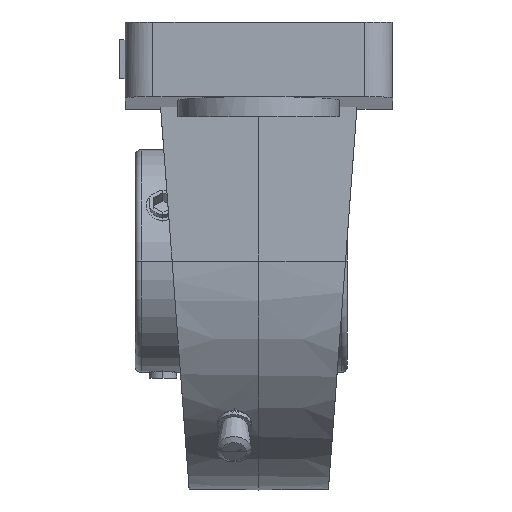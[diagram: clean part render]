
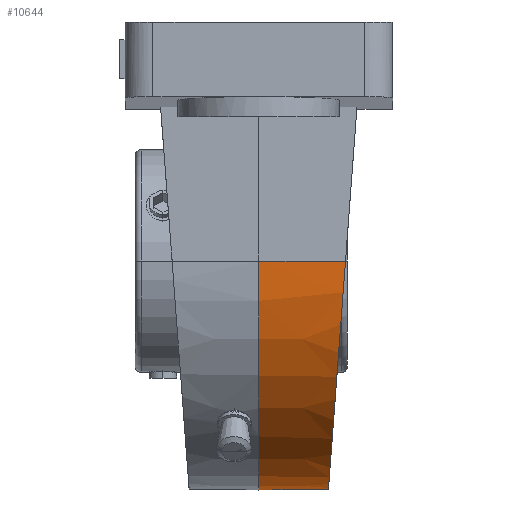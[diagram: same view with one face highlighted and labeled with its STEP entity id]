
A CAD part, left-side view. The second image highlights one B-rep face of the part: STEP entity #10644.
In plain terms, the highlighted conical face has half-angle 0.773 degrees and reference radius 40.995 mm.
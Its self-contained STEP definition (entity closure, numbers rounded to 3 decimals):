
#3716=CARTESIAN_POINT('',(-40.89,-15.562,
-0.9));
#3717=CARTESIAN_POINT('',(-40.895,-15.202,
-5.721));
#3718=CARTESIAN_POINT('',(-39.578,-14.617,
-13.532));
#3719=CARTESIAN_POINT('',(-34.497,-13.877,
-23.428));
#3720=CARTESIAN_POINT('',(-29.138,-13.381,
-30.049));
#3721=CARTESIAN_POINT('',(-22.521,-12.98,
-35.417));
#3722=CARTESIAN_POINT('',(-15.105,-12.695,
-39.231));
#3723=CARTESIAN_POINT('',(-8.699,-12.559,
-41.041));
#3724=CARTESIAN_POINT('',(-3.655,-12.508,
-41.724));
#3725=CARTESIAN_POINT('',(0.,-12.496,
-41.885));
#3726=CARTESIAN_POINT('',(3.655,-12.508,
-41.724));
#3727=CARTESIAN_POINT('',(8.699,-12.559,
-41.041));
#3728=CARTESIAN_POINT('',(15.105,-12.695,
-39.231));
#3729=CARTESIAN_POINT('',(22.521,-12.98,
-35.417));
#3730=CARTESIAN_POINT('',(29.138,-13.381,
-30.049));
#3731=CARTESIAN_POINT('',(34.497,-13.877,
-23.428));
#3732=CARTESIAN_POINT('',(39.578,-14.617,
-13.532));
#3733=CARTESIAN_POINT('',(40.895,-15.202,
-5.721));
#3734=CARTESIAN_POINT('',(40.89,-15.562,-0.9));
#3736=DIRECTION('',(0.013,1.,0.));
#3737=VECTOR('',#3736,15.564);
#3738=CARTESIAN_POINT('',(40.89,-15.562,-0.9));
#3739=LINE('',#3738,#3737);
#3740=CARTESIAN_POINT('',(0.,0.,-0.9));
#3741=DIRECTION('',(0.,-1.,0.));
#3742=DIRECTION('',(-1.,0.,0.));
#3743=AXIS2_PLACEMENT_3D('',#3740,#3741,#3742);
#3745=DIRECTION('',(-0.013,1.,0.));
#3746=VECTOR('',#3745,15.564);
#3747=CARTESIAN_POINT('',(-40.89,-15.562,
-0.9));
#3748=LINE('',#3747,#3746);
#4097=CARTESIAN_POINT('',(-41.1,0.,-0.9));
#4098=CARTESIAN_POINT('',(41.1,0.,-0.9));
#4099=VERTEX_POINT('',#4097);
#4100=VERTEX_POINT('',#4098);
#4101=VERTEX_POINT('',#3716);
#4102=VERTEX_POINT('',#3734);
#10631=CARTESIAN_POINT('',(0.,-7.781,-0.9));
#10632=DIRECTION('',(0.,1.,0.));
#10633=DIRECTION('',(-1.,0.,0.));
#10634=AXIS2_PLACEMENT_3D('',#10631,#10632,#10633);
#10635=CONICAL_SURFACE('',#10634,40.995,0.773);
#10636=ORIENTED_EDGE('',*,*,#10545,.T.);
#10637=ORIENTED_EDGE('',*,*,#5793,.T.);
#10639=ORIENTED_EDGE('',*,*,#10638,.F.);
#10641=ORIENTED_EDGE('',*,*,#10640,.F.);
#10642=EDGE_LOOP('',(#10636,#10637,#10639,#10641));
#10643=FACE_OUTER_BOUND('',#10642,.F.);
#10644=ADVANCED_FACE('',(#10643),#10635,.T.);
#3735=B_SPLINE_CURVE_WITH_KNOTS('',3,(#3716,#3717,#3718,#3719,#3720,#3721,#3722,
#3723,#3724,#3725,#3726,#3727,#3728,#3729,#3730,#3731,#3732,#3733,#3734),
.UNSPECIFIED.,.F.,.F.,(4,1,1,1,1,1,1,1,1,1,1,1,1,1,1,1,4),(0.,0.125,
0.188,0.25,0.313,0.375,0.438,0.469,0.5,0.531,0.563,
0.625,0.688,0.75,0.813,0.875,1.),.UNSPECIFIED.);
#3744=CIRCLE('',#3743,41.1);
#5793=EDGE_CURVE('',#4102,#4100,#3739,.T.);
#10545=EDGE_CURVE('',#4101,#4102,#3735,.T.);
#10638=EDGE_CURVE('',#4099,#4100,#3744,.T.);
#10640=EDGE_CURVE('',#4101,#4099,#3748,.T.);
